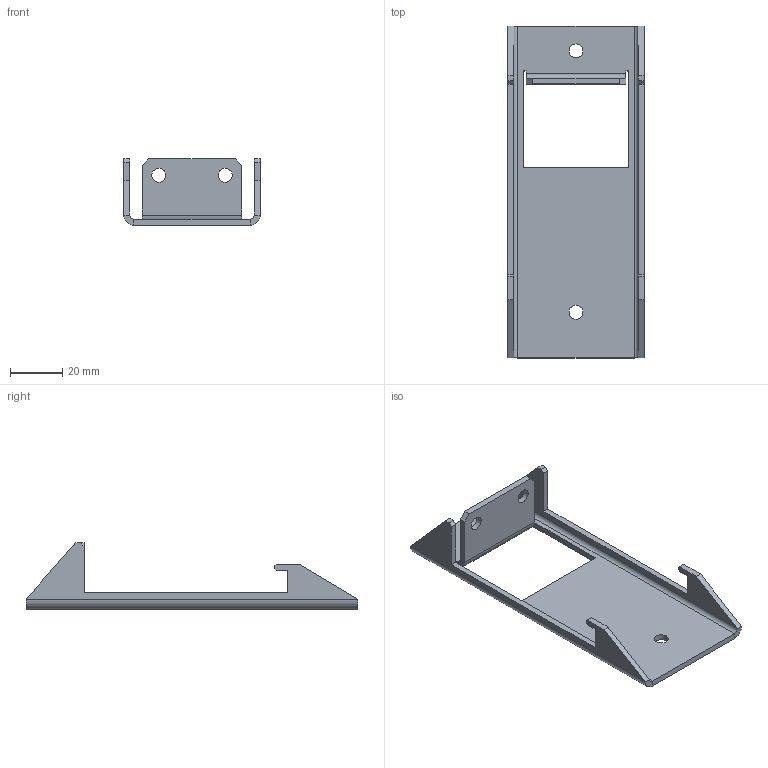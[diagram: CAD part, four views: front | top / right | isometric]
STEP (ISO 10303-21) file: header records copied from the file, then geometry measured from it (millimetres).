
FILE_DESCRIPTION(/* description */ (''),/* implementation_level */ '2;1');
FILE_NAME(/* name */ 'am-3468.stp',/* time_stamp */ '2019-11-26T16:26:10-08:00',/* author */ ('Phillips Lenovo'),/* organization */ ('Autodesk Inc.'),/* preprocessor_version */ 'ST-DEVELOPER v18',/* originating_system */ 'Autodesk Inventor 2020',/* authorisation */ '');
FILE_SCHEMA (('AUTOMOTIVE_DESIGN { 1 0 10303 214 3 1 1 }'));
Length unit declared in the file: inch
Products named in the file (1): am-3468
Bounding box: 52.2 x 127 x 25.4 mm (x, y, z)
Volume: 17274.4 mm3; surface area: 16794.1 mm2
Topology: 1 solids, 1 shells, 62 faces, 164 edges, 104 vertices
Faces by surface type: plane 52, cylinder 10
Full cylindrical faces by diameter (mm): 5.334 x4
Entity records: 1951 total; most frequent: CARTESIAN_POINT 331, ORIENTED_EDGE 328, DIRECTION 318, EDGE_CURVE 164, LINE 136, VECTOR 136, VERTEX_POINT 104, AXIS2_PLACEMENT_3D 91
